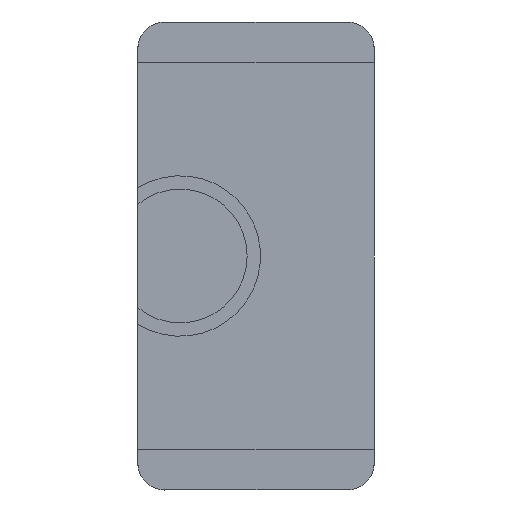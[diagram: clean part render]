
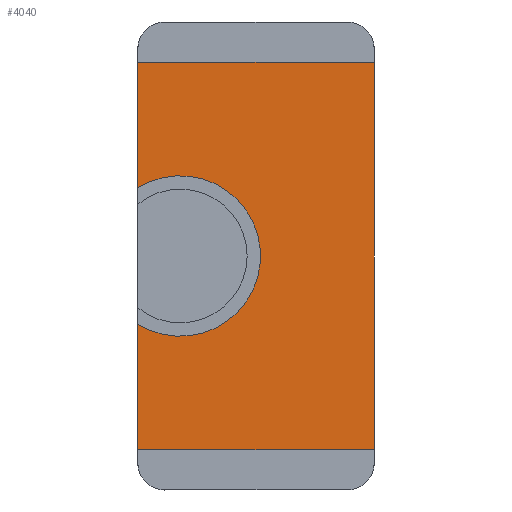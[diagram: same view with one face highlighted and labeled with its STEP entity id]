
A CAD part, front view. The second image highlights one B-rep face of the part: STEP entity #4040.
In plain terms, the highlighted face is planar.
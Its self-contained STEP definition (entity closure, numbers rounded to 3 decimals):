
#154=CIRCLE('',#4398,2.);
#155=CIRCLE('',#4400,2.);
#156=CIRCLE('',#4401,2.);
#157=CIRCLE('',#4402,2.);
#158=CIRCLE('',#4403,6.);
#400=FACE_OUTER_BOUND('',#608,.T.);
#608=EDGE_LOOP('',(#3161,#3162,#3163,#3164,#3165,#3166,#3167,#3168,#3169,
#3170));
#909=LINE('',#6365,#1331);
#917=LINE('',#6381,#1339);
#973=LINE('',#6585,#1395);
#974=LINE('',#6589,#1396);
#975=LINE('',#6593,#1397);
#1331=VECTOR('',#5119,10.);
#1339=VECTOR('',#5127,10.);
#1395=VECTOR('',#5285,10.);
#1396=VECTOR('',#5288,10.);
#1397=VECTOR('',#5291,10.);
#1756=VERTEX_POINT('',#6362);
#1757=VERTEX_POINT('',#6364);
#1764=VERTEX_POINT('',#6378);
#1765=VERTEX_POINT('',#6380);
#1861=VERTEX_POINT('',#6580);
#1862=VERTEX_POINT('',#6584);
#1863=VERTEX_POINT('',#6586);
#1864=VERTEX_POINT('',#6588);
#1865=VERTEX_POINT('',#6590);
#1866=VERTEX_POINT('',#6592);
#2254=EDGE_CURVE('',#1756,#1757,#909,.T.);
#2262=EDGE_CURVE('',#1764,#1765,#917,.T.);
#2364=EDGE_CURVE('',#1861,#1756,#154,.T.);
#2365=EDGE_CURVE('',#1862,#1861,#973,.T.);
#2366=EDGE_CURVE('',#1863,#1862,#155,.T.);
#2367=EDGE_CURVE('',#1864,#1863,#974,.T.);
#2368=EDGE_CURVE('',#1865,#1864,#156,.T.);
#2369=EDGE_CURVE('',#1866,#1865,#975,.T.);
#2370=EDGE_CURVE('',#1765,#1866,#157,.T.);
#2371=EDGE_CURVE('',#1757,#1764,#158,.T.);
#3161=ORIENTED_EDGE('',*,*,#2364,.F.);
#3162=ORIENTED_EDGE('',*,*,#2365,.F.);
#3163=ORIENTED_EDGE('',*,*,#2366,.F.);
#3164=ORIENTED_EDGE('',*,*,#2367,.F.);
#3165=ORIENTED_EDGE('',*,*,#2368,.F.);
#3166=ORIENTED_EDGE('',*,*,#2369,.F.);
#3167=ORIENTED_EDGE('',*,*,#2370,.F.);
#3168=ORIENTED_EDGE('',*,*,#2262,.F.);
#3169=ORIENTED_EDGE('',*,*,#2371,.F.);
#3170=ORIENTED_EDGE('',*,*,#2254,.F.);
#3881=PLANE('',#4399);
#4040=ADVANCED_FACE('',(#400),#3881,.T.);
#4398=AXIS2_PLACEMENT_3D('',#6582,#5281,#5282);
#4399=AXIS2_PLACEMENT_3D('',#6583,#5283,#5284);
#4400=AXIS2_PLACEMENT_3D('',#6587,#5286,#5287);
#4401=AXIS2_PLACEMENT_3D('',#6591,#5289,#5290);
#4402=AXIS2_PLACEMENT_3D('',#6594,#5292,#5293);
#4403=AXIS2_PLACEMENT_3D('',#6595,#5294,#5295);
#5119=DIRECTION('',(0.,1.,0.));
#5127=DIRECTION('',(0.,1.,0.));
#5281=DIRECTION('center_axis',(1.,0.,0.));
#5282=DIRECTION('ref_axis',(0.,-0.707,-0.707));
#5283=DIRECTION('center_axis',(-1.,0.,0.));
#5284=DIRECTION('ref_axis',(0.,0.,
1.));
#5285=DIRECTION('',(0.,0.,-1.));
#5286=DIRECTION('center_axis',(1.,0.,0.));
#5287=DIRECTION('ref_axis',(0.,-0.707,0.707));
#5288=DIRECTION('',(0.,-1.,0.));
#5289=DIRECTION('center_axis',(1.,0.,0.));
#5290=DIRECTION('ref_axis',(0.,0.707,0.707));
#5291=DIRECTION('',(0.,0.,1.));
#5292=DIRECTION('center_axis',(1.,0.,0.));
#5293=DIRECTION('ref_axis',(0.,0.707,-0.707));
#5294=DIRECTION('center_axis',(-1.,0.,0.));
#5295=DIRECTION('ref_axis',(0.,0.,
1.));
#6362=CARTESIAN_POINT('',(-55.84,121.2,-1.27));
#6364=CARTESIAN_POINT('',(-55.84,131.609,-1.27));
#6365=CARTESIAN_POINT('',(-55.84,135.43,-1.27));
#6378=CARTESIAN_POINT('',(-55.84,141.792,-1.27));
#6380=CARTESIAN_POINT('',(-55.84,152.2,-1.27));
#6381=CARTESIAN_POINT('',(-55.84,135.43,-1.27));
#6580=CARTESIAN_POINT('',(-55.84,120.7,-1.206));
#6582=CARTESIAN_POINT('Origin',(-55.84,121.2,0.73));
#6583=CARTESIAN_POINT('Origin',(-55.84,136.7,1.905));
#6584=CARTESIAN_POINT('',(-55.84,120.7,16.341));
#6585=CARTESIAN_POINT('',(-55.84,120.7,-12.595));
#6586=CARTESIAN_POINT('',(-55.84,121.2,16.405));
#6587=CARTESIAN_POINT('Origin',(-55.84,121.2,14.405));
#6588=CARTESIAN_POINT('',(-55.84,152.2,16.405));
#6589=CARTESIAN_POINT('',(-55.84,145.45,16.405));
#6590=CARTESIAN_POINT('',(-55.84,152.7,16.341));
#6591=CARTESIAN_POINT('Origin',(-55.84,152.2,14.405));
#6592=CARTESIAN_POINT('',(-55.84,152.7,-1.206));
#6593=CARTESIAN_POINT('',(-55.84,152.7,16.405));
#6594=CARTESIAN_POINT('Origin',(-55.84,152.2,0.73));
#6595=CARTESIAN_POINT('Origin',(-55.84,136.7,1.905));
